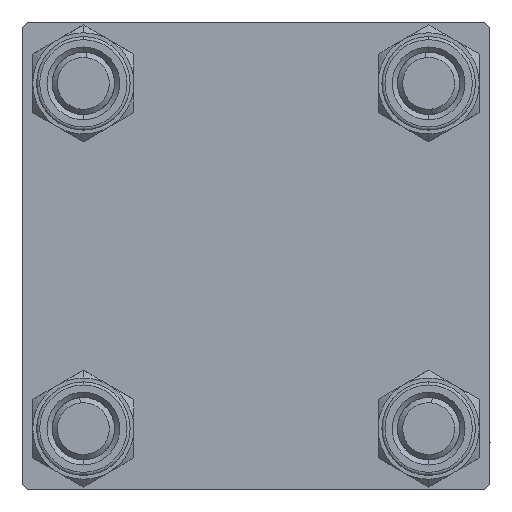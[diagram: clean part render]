
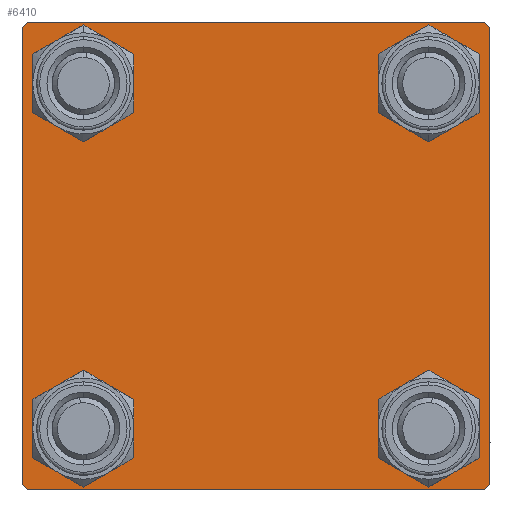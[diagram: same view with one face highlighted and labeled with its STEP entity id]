
A CAD part, left-side view. The second image highlights one B-rep face of the part: STEP entity #6410.
In plain terms, the highlighted planar face has unit normal (-1, 0, 0).
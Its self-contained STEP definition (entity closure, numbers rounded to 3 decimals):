
#103 = EDGE_LOOP ( 'NONE', ( #7749, #7038 ) ) ;
#532 = CARTESIAN_POINT ( 'NONE',  ( 0., 22.5, -22. ) ) ;
#1058 = VERTEX_POINT ( 'NONE', #13137 ) ;
#1251 = CARTESIAN_POINT ( 'NONE',  ( 0., 16.6, -16.6 ) ) ;
#1672 = VERTEX_POINT ( 'NONE', #532 ) ;
#1812 = CARTESIAN_POINT ( 'NONE',  ( 0., 22.5, 22.5 ) ) ;
#1917 = ORIENTED_EDGE ( 'NONE', *, *, #48702, .T. ) ;
#2413 = VERTEX_POINT ( 'NONE', #25679 ) ;
#3908 = VECTOR ( 'NONE', #14067, 1000. ) ;
#4517 = ORIENTED_EDGE ( 'NONE', *, *, #10661, .T. ) ;
#4730 = CARTESIAN_POINT ( 'NONE',  ( 0., -22.5, 22. ) ) ;
#5100 = DIRECTION ( 'NONE',  ( 0., 0., 1. ) ) ;
#5557 = ORIENTED_EDGE ( 'NONE', *, *, #19535, .T. ) ;
#6408 = FACE_BOUND ( 'NONE', #25992, .T. ) ;
#6410 = ADVANCED_FACE ( 'NONE', ( #6408, #10232, #21723, #13560, #29388 ), #37314, .T. ) ;
#6950 = DIRECTION ( 'NONE',  ( 0., 0.707, 0.707 ) ) ;
#7038 = ORIENTED_EDGE ( 'NONE', *, *, #47725, .T. ) ;
#7411 = ORIENTED_EDGE ( 'NONE', *, *, #36115, .T. ) ;
#7700 = AXIS2_PLACEMENT_3D ( 'NONE', #44184, #12771, #5100 ) ;
#7749 = ORIENTED_EDGE ( 'NONE', *, *, #25903, .T. ) ;
#7915 = VERTEX_POINT ( 'NONE', #29778 ) ;
#7943 = CARTESIAN_POINT ( 'NONE',  ( 0., -16.6, 13.1 ) ) ;
#7945 = DIRECTION ( 'NONE',  ( 1., 0., 0. ) ) ;
#8064 = VERTEX_POINT ( 'NONE', #4730 ) ;
#9236 = CARTESIAN_POINT ( 'NONE',  ( 0., 0., 0. ) ) ;
#9522 = EDGE_CURVE ( 'NONE', #27187, #14678, #42773, .T. ) ;
#10232 = FACE_BOUND ( 'NONE', #40561, .T. ) ;
#10400 = ORIENTED_EDGE ( 'NONE', *, *, #29886, .T. ) ;
#10499 = VECTOR ( 'NONE', #39509, 1000. ) ;
#10661 = EDGE_CURVE ( 'NONE', #23350, #22854, #41149, .T. ) ;
#10756 = LINE ( 'NONE', #41178, #28791 ) ;
#10921 = ORIENTED_EDGE ( 'NONE', *, *, #23206, .T. ) ;
#11731 = DIRECTION ( 'NONE',  ( 0., 0., 1. ) ) ;
#11773 = EDGE_CURVE ( 'NONE', #13373, #7915, #18552, .T. ) ;
#11819 = LINE ( 'NONE', #27401, #35231 ) ;
#11931 = LINE ( 'NONE', #23925, #10499 ) ;
#12205 = CIRCLE ( 'NONE', #39118, 3.5 ) ;
#12771 = DIRECTION ( 'NONE',  ( 1., 0., 0. ) ) ;
#13010 = DIRECTION ( 'NONE',  ( 0., 0., 1. ) ) ;
#13128 = LINE ( 'NONE', #20796, #40768 ) ;
#13137 = CARTESIAN_POINT ( 'NONE',  ( 0., 22., 22.5 ) ) ;
#13373 = VERTEX_POINT ( 'NONE', #26606 ) ;
#13551 = CARTESIAN_POINT ( 'NONE',  ( 0., -16.6, -20.1 ) ) ;
#13560 = FACE_BOUND ( 'NONE', #44595, .T. ) ;
#13589 = CARTESIAN_POINT ( 'NONE',  ( 0., 16.6, -20.1 ) ) ;
#13689 = CARTESIAN_POINT ( 'NONE',  ( 0., 16.6, 20.1 ) ) ;
#13709 = CIRCLE ( 'NONE', #48812, 3.5 ) ;
#14067 = DIRECTION ( 'NONE',  ( 0., -1., 0. ) ) ;
#14225 = CARTESIAN_POINT ( 'NONE',  ( 0., 22.5, 22. ) ) ;
#14678 = VERTEX_POINT ( 'NONE', #50584 ) ;
#15546 = LINE ( 'NONE', #31369, #21737 ) ;
#15569 = CARTESIAN_POINT ( 'NONE',  ( 0., 16.6, -16.6 ) ) ;
#17553 = DIRECTION ( 'NONE',  ( 0., 0., 1. ) ) ;
#18552 = LINE ( 'NONE', #46149, #47730 ) ;
#18611 = DIRECTION ( 'NONE',  ( 1., 0., 0. ) ) ;
#19333 = DIRECTION ( 'NONE',  ( 0., 0., 1. ) ) ;
#19535 = EDGE_CURVE ( 'NONE', #1058, #37436, #15546, .T. ) ;
#20796 = CARTESIAN_POINT ( 'NONE',  ( 0., 22.5, -22.5 ) ) ;
#21290 = VERTEX_POINT ( 'NONE', #49560 ) ;
#21723 = FACE_BOUND ( 'NONE', #103, .T. ) ;
#21737 = VECTOR ( 'NONE', #47652, 1000. ) ;
#22035 = VERTEX_POINT ( 'NONE', #39149 ) ;
#22438 = CARTESIAN_POINT ( 'NONE',  ( 0., 16.6, 16.6 ) ) ;
#22854 = VERTEX_POINT ( 'NONE', #13689 ) ;
#23053 = DIRECTION ( 'NONE',  ( 0., -0.707, -0.707 ) ) ;
#23206 = EDGE_CURVE ( 'NONE', #21290, #28021, #13709, .T. ) ;
#23247 = DIRECTION ( 'NONE',  ( 0., 0., 1. ) ) ;
#23350 = VERTEX_POINT ( 'NONE', #43683 ) ;
#23917 = CIRCLE ( 'NONE', #26341, 3.5 ) ;
#23925 = CARTESIAN_POINT ( 'NONE',  ( 0., 22.5, 22.5 ) ) ;
#24816 = LINE ( 'NONE', #1812, #3908 ) ;
#25317 = ORIENTED_EDGE ( 'NONE', *, *, #9522, .T. ) ;
#25679 = CARTESIAN_POINT ( 'NONE',  ( 0., 22., -22.5 ) ) ;
#25903 = EDGE_CURVE ( 'NONE', #48301, #29315, #12205, .T. ) ;
#25992 = EDGE_LOOP ( 'NONE', ( #10921, #36741 ) ) ;
#26341 = AXIS2_PLACEMENT_3D ( 'NONE', #29047, #38163, #17553 ) ;
#26591 = CARTESIAN_POINT ( 'NONE',  ( 0., 16.6, -13.1 ) ) ;
#26606 = CARTESIAN_POINT ( 'NONE',  ( 0., -22., -22.5 ) ) ;
#26735 = DIRECTION ( 'NONE',  ( 0., 0., 1. ) ) ;
#26802 = AXIS2_PLACEMENT_3D ( 'NONE', #40869, #44958, #26735 ) ;
#27187 = VERTEX_POINT ( 'NONE', #13551 ) ;
#27401 = CARTESIAN_POINT ( 'NONE',  ( 0., 22.25, -22.25 ) ) ;
#27973 = CIRCLE ( 'NONE', #47556, 3.5 ) ;
#28021 = VERTEX_POINT ( 'NONE', #7943 ) ;
#28413 = CIRCLE ( 'NONE', #26802, 3.5 ) ;
#28791 = VECTOR ( 'NONE', #6950, 1000. ) ;
#29047 = CARTESIAN_POINT ( 'NONE',  ( 0., -16.6, -16.6 ) ) ;
#29239 = AXIS2_PLACEMENT_3D ( 'NONE', #50514, #39500, #19333 ) ;
#29315 = VERTEX_POINT ( 'NONE', #13589 ) ;
#29388 = FACE_OUTER_BOUND ( 'NONE', #38174, .T. ) ;
#29776 = EDGE_CURVE ( 'NONE', #28021, #21290, #28413, .T. ) ;
#29778 = CARTESIAN_POINT ( 'NONE',  ( 0., -22.5, -22. ) ) ;
#29886 = EDGE_CURVE ( 'NONE', #22854, #23350, #45550, .T. ) ;
#31136 = DIRECTION ( 'NONE',  ( 1., 0., 0. ) ) ;
#31158 = EDGE_CURVE ( 'NONE', #37436, #1672, #11931, .T. ) ;
#31369 = CARTESIAN_POINT ( 'NONE',  ( 0., 22.25, 22.25 ) ) ;
#32142 = EDGE_CURVE ( 'NONE', #1058, #22035, #24816, .T. ) ;
#32875 = AXIS2_PLACEMENT_3D ( 'NONE', #9236, #48576, #48826 ) ;
#33013 = AXIS2_PLACEMENT_3D ( 'NONE', #22438, #18611, #34189 ) ;
#33105 = ORIENTED_EDGE ( 'NONE', *, *, #47312, .F. ) ;
#33886 = ORIENTED_EDGE ( 'NONE', *, *, #41573, .T. ) ;
#34189 = DIRECTION ( 'NONE',  ( 0., 0., 1. ) ) ;
#35231 = VECTOR ( 'NONE', #23053, 1000. ) ;
#36115 = EDGE_CURVE ( 'NONE', #2413, #13373, #13128, .T. ) ;
#36741 = ORIENTED_EDGE ( 'NONE', *, *, #29776, .T. ) ;
#37015 = DIRECTION ( 'NONE',  ( 1., 0., 0. ) ) ;
#37314 = PLANE ( 'NONE',  #32875 ) ;
#37436 = VERTEX_POINT ( 'NONE', #14225 ) ;
#37878 = DIRECTION ( 'NONE',  ( 0., 0., -1. ) ) ;
#38163 = DIRECTION ( 'NONE',  ( 1., 0., 0. ) ) ;
#38174 = EDGE_LOOP ( 'NONE', ( #41204, #33886, #7411, #44109, #33105, #50005, #42087, #5557 ) ) ;
#39118 = AXIS2_PLACEMENT_3D ( 'NONE', #15569, #31136, #11731 ) ;
#39149 = CARTESIAN_POINT ( 'NONE',  ( 0., -22., 22.5 ) ) ;
#39350 = CARTESIAN_POINT ( 'NONE',  ( 0., -16.6, 16.6 ) ) ;
#39500 = DIRECTION ( 'NONE',  ( 1., 0., 0. ) ) ;
#39509 = DIRECTION ( 'NONE',  ( 0., 0., -1. ) ) ;
#40561 = EDGE_LOOP ( 'NONE', ( #1917, #25317 ) ) ;
#40768 = VECTOR ( 'NONE', #44306, 1000. ) ;
#40869 = CARTESIAN_POINT ( 'NONE',  ( 0., -16.6, 16.6 ) ) ;
#41149 = CIRCLE ( 'NONE', #33013, 3.5 ) ;
#41178 = CARTESIAN_POINT ( 'NONE',  ( 0., -22.25, 22.25 ) ) ;
#41204 = ORIENTED_EDGE ( 'NONE', *, *, #31158, .T. ) ;
#41573 = EDGE_CURVE ( 'NONE', #1672, #2413, #11819, .T. ) ;
#42087 = ORIENTED_EDGE ( 'NONE', *, *, #32142, .F. ) ;
#42315 = DIRECTION ( 'NONE',  ( 0., -0.707, 0.707 ) ) ;
#42773 = CIRCLE ( 'NONE', #7700, 3.5 ) ;
#43683 = CARTESIAN_POINT ( 'NONE',  ( 0., 16.6, 13.1 ) ) ;
#44109 = ORIENTED_EDGE ( 'NONE', *, *, #11773, .T. ) ;
#44184 = CARTESIAN_POINT ( 'NONE',  ( 0., -16.6, -16.6 ) ) ;
#44306 = DIRECTION ( 'NONE',  ( 0., -1., 0. ) ) ;
#44595 = EDGE_LOOP ( 'NONE', ( #10400, #4517 ) ) ;
#44958 = DIRECTION ( 'NONE',  ( 1., 0., 0. ) ) ;
#45306 = CARTESIAN_POINT ( 'NONE',  ( 0., -22.5, 22.5 ) ) ;
#45550 = CIRCLE ( 'NONE', #29239, 3.5 ) ;
#45551 = LINE ( 'NONE', #45306, #45895 ) ;
#45895 = VECTOR ( 'NONE', #37878, 1000. ) ;
#46149 = CARTESIAN_POINT ( 'NONE',  ( 0., -22.25, -22.25 ) ) ;
#47312 = EDGE_CURVE ( 'NONE', #8064, #7915, #45551, .T. ) ;
#47556 = AXIS2_PLACEMENT_3D ( 'NONE', #1251, #37015, #13010 ) ;
#47652 = DIRECTION ( 'NONE',  ( 0., 0.707, -0.707 ) ) ;
#47725 = EDGE_CURVE ( 'NONE', #29315, #48301, #27973, .T. ) ;
#47730 = VECTOR ( 'NONE', #42315, 1000. ) ;
#48301 = VERTEX_POINT ( 'NONE', #26591 ) ;
#48576 = DIRECTION ( 'NONE',  ( -1., 0., 0. ) ) ;
#48702 = EDGE_CURVE ( 'NONE', #14678, #27187, #23917, .T. ) ;
#48812 = AXIS2_PLACEMENT_3D ( 'NONE', #39350, #7945, #23247 ) ;
#48826 = DIRECTION ( 'NONE',  ( 0., 0., 1. ) ) ;
#48951 = EDGE_CURVE ( 'NONE', #8064, #22035, #10756, .T. ) ;
#49560 = CARTESIAN_POINT ( 'NONE',  ( 0., -16.6, 20.1 ) ) ;
#50005 = ORIENTED_EDGE ( 'NONE', *, *, #48951, .T. ) ;
#50514 = CARTESIAN_POINT ( 'NONE',  ( 0., 16.6, 16.6 ) ) ;
#50584 = CARTESIAN_POINT ( 'NONE',  ( 0., -16.6, -13.1 ) ) ;
